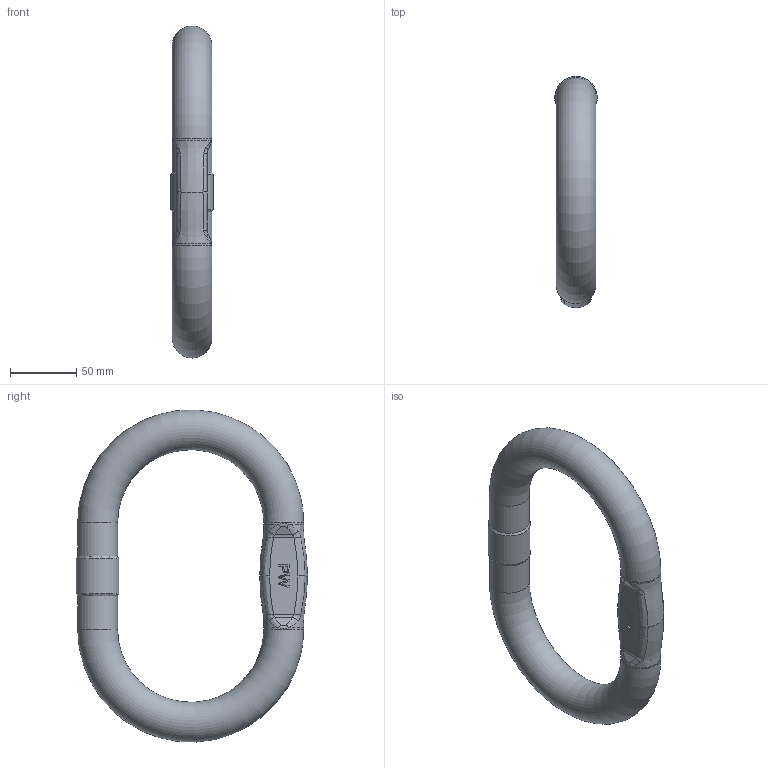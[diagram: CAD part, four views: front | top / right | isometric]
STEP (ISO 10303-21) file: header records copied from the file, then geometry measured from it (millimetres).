
FILE_DESCRIPTION(/* description */ (''),/* implementation_level */ '2;1');
FILE_NAME(/* name */ 'MWP 30 Kundenmodell.stp',/* time_stamp */ '2022-08-25T16:46:36+02:00',/* author */ (''),/* organization */ (''),/* preprocessor_version */ 'ST-DEVELOPER v16',/* originating_system */ 'SIEMENS PLM Software NX 11.0',/* authorisation */ '');
FILE_SCHEMA (('AUTOMOTIVE_DESIGN { 1 0 10303 214 3 1 1 1 }'));
Length unit declared in the file: millimetre
Products named in the file (1): baf06442CD45tp3
Bounding box: 32 x 174 x 249.79 mm (x, y, z)
Volume: 426624.2 mm3; surface area: 57320.8 mm2
Topology: 1 solids, 1 shells, 194 faces, 490 edges, 316 vertices
Faces by surface type: plane 104, extrusion 45, bspline 32, cylinder 9, torus 2, cone 2
Full cylindrical faces by diameter (mm): 30 x4, 32 x1
Entity records: 8381 total; most frequent: CARTESIAN_POINT 4332, ORIENTED_EDGE 950, DIRECTION 551, EDGE_CURVE 475, VERTEX_POINT 310, B_SPLINE_CURVE_WITH_KNOTS 282, VECTOR 251, EDGE_LOOP 223
